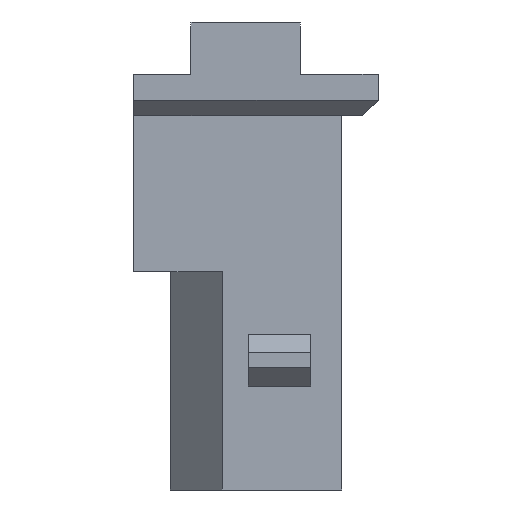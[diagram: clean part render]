
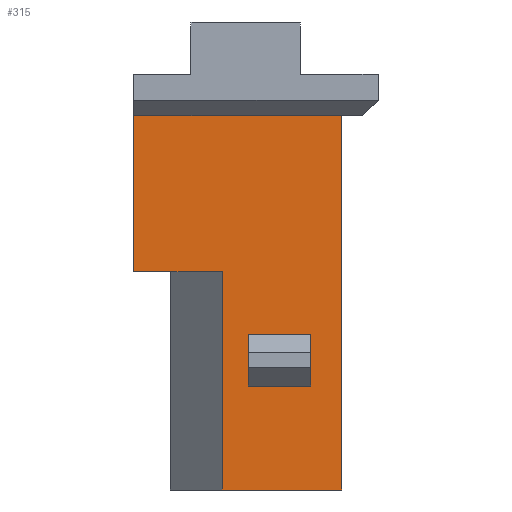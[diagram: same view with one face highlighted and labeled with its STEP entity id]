
A CAD part, left-side view. The second image highlights one B-rep face of the part: STEP entity #315.
In plain terms, the highlighted planar face has unit normal (-1, 0, 0).
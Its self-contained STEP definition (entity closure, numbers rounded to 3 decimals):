
#315 = ADVANCED_FACE( '', ( #726, #727 ), #728, .T. );
#726 = FACE_BOUND( '', #1244, .T. );
#727 = FACE_OUTER_BOUND( '', #1245, .T. );
#728 = PLANE( '', #1246 );
#1244 = EDGE_LOOP( '', ( #2137, #2138, #2139, #2140 ) );
#1245 = EDGE_LOOP( '', ( #2141, #2142, #2143, #2144, #2145, #2146 ) );
#1246 = AXIS2_PLACEMENT_3D( '', #2147, #2148, #2149 );
#2137 = ORIENTED_EDGE( '', *, *, #3444, .T. );
#2138 = ORIENTED_EDGE( '', *, *, #3445, .T. );
#2139 = ORIENTED_EDGE( '', *, *, #3393, .T. );
#2140 = ORIENTED_EDGE( '', *, *, #3239, .T. );
#2141 = ORIENTED_EDGE( '', *, *, #3258, .F. );
#2142 = ORIENTED_EDGE( '', *, *, #3158, .T. );
#2143 = ORIENTED_EDGE( '', *, *, #3446, .T. );
#2144 = ORIENTED_EDGE( '', *, *, #3447, .F. );
#2145 = ORIENTED_EDGE( '', *, *, #3405, .F. );
#2146 = ORIENTED_EDGE( '', *, *, #3448, .F. );
#2147 = CARTESIAN_POINT( '', ( -6.6, 16.381, 2.7 ) );
#2148 = DIRECTION( '', ( -1., 0., 0. ) );
#2149 = DIRECTION( '', ( 0., 0., 1. ) );
#3158 = EDGE_CURVE( '', #3806, #3803, #3807, .T. );
#3239 = EDGE_CURVE( '', #3943, #3947, #3949, .T. );
#3258 = EDGE_CURVE( '', #3806, #3957, #3982, .T. );
#3393 = EDGE_CURVE( '', #4199, #3943, #4200, .T. );
#3405 = EDGE_CURVE( '', #4216, #4218, #4219, .T. );
#3444 = EDGE_CURVE( '', #3947, #4273, #4274, .T. );
#3445 = EDGE_CURVE( '', #4273, #4199, #4275, .T. );
#3446 = EDGE_CURVE( '', #3803, #4276, #4277, .T. );
#3447 = EDGE_CURVE( '', #4218, #4276, #4278, .T. );
#3448 = EDGE_CURVE( '', #3957, #4216, #4279, .T. );
#3803 = VERTEX_POINT( '', #4745 );
#3806 = VERTEX_POINT( '', #4749 );
#3807 = LINE( '', #4750, #4751 );
#3943 = VERTEX_POINT( '', #4946 );
#3947 = VERTEX_POINT( '', #4952 );
#3949 = LINE( '', #4955, #4956 );
#3957 = VERTEX_POINT( '', #4964 );
#3982 = LINE( '', #5003, #5004 );
#4199 = VERTEX_POINT( '', #5328 );
#4200 = LINE( '', #5329, #5330 );
#4216 = VERTEX_POINT( '', #5354 );
#4218 = VERTEX_POINT( '', #5357 );
#4219 = LINE( '', #5358, #5359 );
#4273 = VERTEX_POINT( '', #5441 );
#4274 = LINE( '', #5442, #5443 );
#4275 = LINE( '', #5444, #5445 );
#4276 = VERTEX_POINT( '', #5446 );
#4277 = LINE( '', #5447, #5448 );
#4278 = LINE( '', #5449, #5450 );
#4279 = LINE( '', #5451, #5452 );
#4745 = CARTESIAN_POINT( '', ( -6.6, 0.65, -4.5 ) );
#4749 = CARTESIAN_POINT( '', ( -6.6, 0.65, -0.3 ) );
#4750 = CARTESIAN_POINT( '', ( -6.6, 0.65, 2.7 ) );
#4751 = VECTOR( '', #6041, 1000. );
#4946 = CARTESIAN_POINT( '', ( -6.6, -1.05, -2.5 ) );
#4952 = CARTESIAN_POINT( '', ( -6.6, 0.15, -2.5 ) );
#4955 = CARTESIAN_POINT( '', ( -6.6, -1.05, -2.5 ) );
#4956 = VECTOR( '', #6110, 1000. );
#4964 = CARTESIAN_POINT( '', ( -6.6, 2.35, -0.3 ) );
#5003 = CARTESIAN_POINT( '', ( -6.6, 2.35, -0.3 ) );
#5004 = VECTOR( '', #6131, 1000. );
#5328 = CARTESIAN_POINT( '', ( -6.6, -1.05, -1.5 ) );
#5329 = CARTESIAN_POINT( '', ( -6.6, -1.05, -1.5 ) );
#5330 = VECTOR( '', #6239, 1000. );
#5354 = CARTESIAN_POINT( '', ( -6.6, 2.35, 2.7 ) );
#5357 = CARTESIAN_POINT( '', ( -6.6, -1.65, 2.7 ) );
#5358 = CARTESIAN_POINT( '', ( -6.6, 16.381, 2.7 ) );
#5359 = VECTOR( '', #6249, 1000. );
#5441 = CARTESIAN_POINT( '', ( -6.6, 0.15, -1.5 ) );
#5442 = CARTESIAN_POINT( '', ( -6.6, 0.15, -2.5 ) );
#5443 = VECTOR( '', #6278, 1000. );
#5444 = CARTESIAN_POINT( '', ( -6.6, 0.15, -1.5 ) );
#5445 = VECTOR( '', #6279, 1000. );
#5446 = CARTESIAN_POINT( '', ( -6.6, -1.65, -4.5 ) );
#5447 = CARTESIAN_POINT( '', ( -6.6, 16.381, -4.5 ) );
#5448 = VECTOR( '', #6280, 1000. );
#5449 = CARTESIAN_POINT( '', ( -6.6, -1.65, 2.7 ) );
#5450 = VECTOR( '', #6281, 1000. );
#5451 = CARTESIAN_POINT( '', ( -6.6, 2.35, 4.5 ) );
#5452 = VECTOR( '', #6282, 1000. );
#6041 = DIRECTION( '', ( 0., 0., -1. ) );
#6110 = DIRECTION( '', ( 0., 1., 0. ) );
#6131 = DIRECTION( '', ( 0., 1., 0. ) );
#6239 = DIRECTION( '', ( 0., 0., -1. ) );
#6249 = DIRECTION( '', ( 0., -1., 0. ) );
#6278 = DIRECTION( '', ( 0., 0., 1. ) );
#6279 = DIRECTION( '', ( 0., -1., 0. ) );
#6280 = DIRECTION( '', ( 0., -1., 0. ) );
#6281 = DIRECTION( '', ( 0., 0., -1. ) );
#6282 = DIRECTION( '', ( 0., 0., 1. ) );
